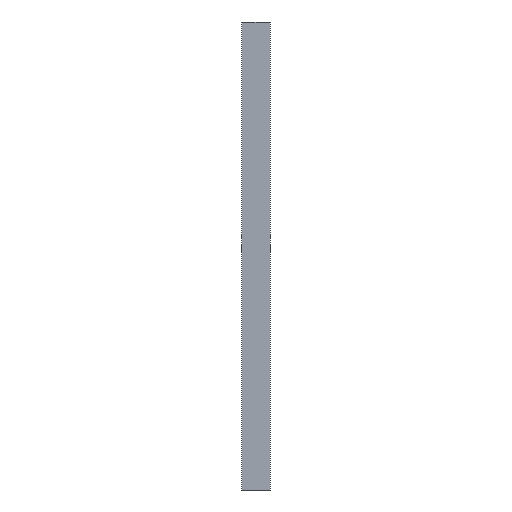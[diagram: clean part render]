
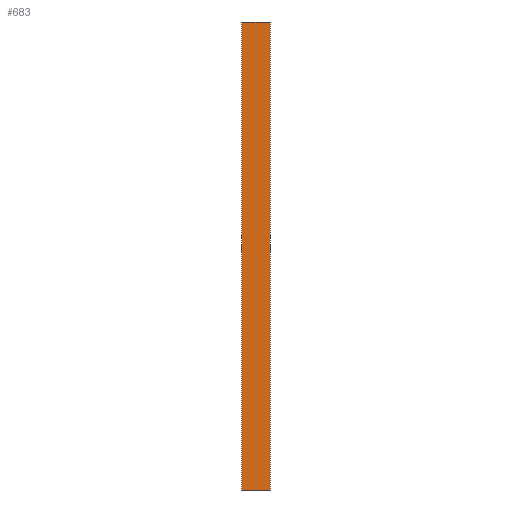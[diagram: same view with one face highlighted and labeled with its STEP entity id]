
A CAD part, front view. The second image highlights one B-rep face of the part: STEP entity #683.
In plain terms, the highlighted planar face has unit normal (0, -1, 0).
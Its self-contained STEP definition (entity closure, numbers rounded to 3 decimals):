
#62 = EDGE_CURVE ( 'NONE', #1709, #1314, #258, .T. ) ;
#85 = EDGE_CURVE ( 'NONE', #293, #572, #967, .T. ) ;
#108 = CARTESIAN_POINT ( 'NONE',  ( 30., 0., 0. ) ) ;
#221 = DIRECTION ( 'NONE',  ( 0., 0., -1. ) ) ;
#258 = LINE ( 'NONE', #1545, #456 ) ;
#293 = VERTEX_POINT ( 'NONE', #1188 ) ;
#297 = EDGE_CURVE ( 'NONE', #1314, #572, #1612, .T. ) ;
#299 = CARTESIAN_POINT ( 'NONE',  ( 0., 0., 1000. ) ) ;
#319 = AXIS2_PLACEMENT_3D ( 'NONE', #1923, #968, #650 ) ;
#456 = VECTOR ( 'NONE', #221, 1000. ) ;
#504 = CARTESIAN_POINT ( 'NONE',  ( 0., 0., 0. ) ) ;
#513 = EDGE_CURVE ( 'NONE', #1709, #293, #786, .T. ) ;
#572 = VERTEX_POINT ( 'NONE', #108 ) ;
#650 = DIRECTION ( 'NONE',  ( -1., 0., 0. ) ) ;
#683 = ADVANCED_FACE ( 'NONE', ( #1468 ), #2085, .F. ) ;
#738 = ORIENTED_EDGE ( 'NONE', *, *, #513, .F. ) ;
#786 = LINE ( 'NONE', #299, #1666 ) ;
#794 = ORIENTED_EDGE ( 'NONE', *, *, #297, .T. ) ;
#820 = CARTESIAN_POINT ( 'NONE',  ( -30., 0., 1000. ) ) ;
#967 = LINE ( 'NONE', #1125, #1462 ) ;
#968 = DIRECTION ( 'NONE',  ( 0., 1., 0. ) ) ;
#1109 = ORIENTED_EDGE ( 'NONE', *, *, #62, .T. ) ;
#1125 = CARTESIAN_POINT ( 'NONE',  ( 30., 0., 1000. ) ) ;
#1146 = DIRECTION ( 'NONE',  ( 1., 0., 0. ) ) ;
#1166 = ORIENTED_EDGE ( 'NONE', *, *, #85, .F. ) ;
#1188 = CARTESIAN_POINT ( 'NONE',  ( 30., 0., 1000. ) ) ;
#1278 = DIRECTION ( 'NONE',  ( 1., 0., 0. ) ) ;
#1314 = VERTEX_POINT ( 'NONE', #1388 ) ;
#1388 = CARTESIAN_POINT ( 'NONE',  ( -30., 0., 0. ) ) ;
#1446 = DIRECTION ( 'NONE',  ( 0., 0., -1. ) ) ;
#1462 = VECTOR ( 'NONE', #1446, 1000. ) ;
#1468 = FACE_OUTER_BOUND ( 'NONE', #1968, .T. ) ;
#1545 = CARTESIAN_POINT ( 'NONE',  ( -30., 0., 1000. ) ) ;
#1587 = VECTOR ( 'NONE', #1146, 1000. ) ;
#1612 = LINE ( 'NONE', #504, #1587 ) ;
#1666 = VECTOR ( 'NONE', #1278, 1000. ) ;
#1709 = VERTEX_POINT ( 'NONE', #820 ) ;
#1923 = CARTESIAN_POINT ( 'NONE',  ( 0., 0., 1000. ) ) ;
#1968 = EDGE_LOOP ( 'NONE', ( #794, #1166, #738, #1109 ) ) ;
#2085 = PLANE ( 'NONE',  #319 ) ;
